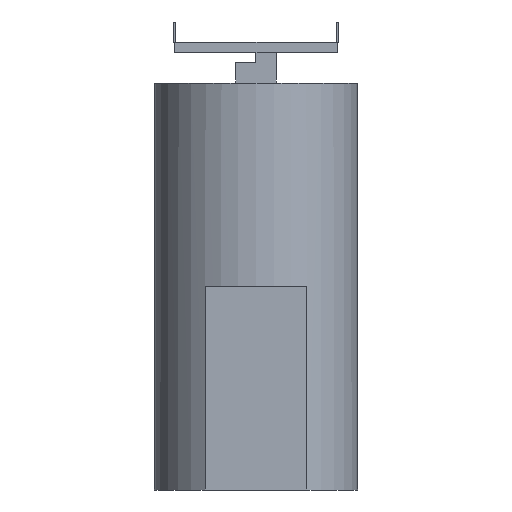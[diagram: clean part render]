
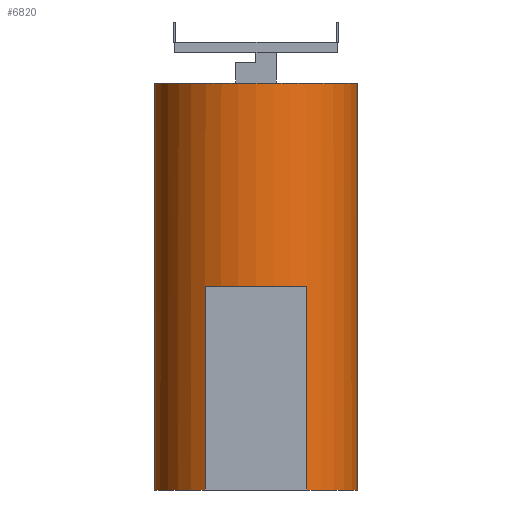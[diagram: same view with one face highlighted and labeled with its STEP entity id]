
A CAD part, left-side view. The second image highlights one B-rep face of the part: STEP entity #6820.
In plain terms, the highlighted cylindrical face has radius 5 mm (diameter 10 mm), a full revolution.
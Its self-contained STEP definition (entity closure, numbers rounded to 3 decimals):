
#2271 = VERTEX_POINT('',#2272);
#2272 = CARTESIAN_POINT('',(14.899,-1.,20.));
#2286 = PLANE('',#2287);
#2287 = AXIS2_PLACEMENT_3D('',#2288,#2289,#2290);
#2288 = CARTESIAN_POINT('',(10.,-1.,20.));
#2289 = DIRECTION('',(0.,0.,1.));
#2290 = DIRECTION('',(1.,0.,0.));
#2314 = PLANE('',#2315);
#2315 = AXIS2_PLACEMENT_3D('',#2316,#2317,#2318);
#2316 = CARTESIAN_POINT('',(10.,0.,20.));
#2317 = DIRECTION('',(0.,0.,1.));
#2318 = DIRECTION('',(1.,0.,-0.));
#3377 = VERTEX_POINT('',#3378);
#3378 = CARTESIAN_POINT('',(14.899,1.,20.));
#5217 = EDGE_CURVE('',#5218,#3377,#5220,.T.);
#5218 = VERTEX_POINT('',#5219);
#5219 = CARTESIAN_POINT('',(15.,0.,20.));
#5220 = SURFACE_CURVE('',#5221,(#5226,#5233),.PCURVE_S1.);
#5221 = CIRCLE('',#5222,5.);
#5222 = AXIS2_PLACEMENT_3D('',#5223,#5224,#5225);
#5223 = CARTESIAN_POINT('',(10.,0.,20.));
#5224 = DIRECTION('',(0.,0.,1.));
#5225 = DIRECTION('',(1.,0.,0.));
#5226 = PCURVE('',#2286,#5227);
#5227 = DEFINITIONAL_REPRESENTATION('',(#5228),#5232);
#5228 = CIRCLE('',#5229,5.);
#5229 = AXIS2_PLACEMENT_2D('',#5230,#5231);
#5230 = CARTESIAN_POINT('',(0.,1.));
#5231 = DIRECTION('',(1.,0.));
#5232 = ( GEOMETRIC_REPRESENTATION_CONTEXT(2) 
PARAMETRIC_REPRESENTATION_CONTEXT() REPRESENTATION_CONTEXT('2D SPACE',''
  ) );
#5233 = PCURVE('',#5234,#5239);
#5234 = CYLINDRICAL_SURFACE('',#5235,5.);
#5235 = AXIS2_PLACEMENT_3D('',#5236,#5237,#5238);
#5236 = CARTESIAN_POINT('',(10.,0.,0.));
#5237 = DIRECTION('',(-0.,-0.,-1.));
#5238 = DIRECTION('',(1.,0.,0.));
#5239 = DEFINITIONAL_REPRESENTATION('',(#5240),#5244);
#5240 = LINE('',#5241,#5242);
#5241 = CARTESIAN_POINT('',(-0.,-20.));
#5242 = VECTOR('',#5243,1.);
#5243 = DIRECTION('',(-1.,0.));
#5244 = ( GEOMETRIC_REPRESENTATION_CONTEXT(2) 
PARAMETRIC_REPRESENTATION_CONTEXT() REPRESENTATION_CONTEXT('2D SPACE',''
  ) );
#5246 = EDGE_CURVE('',#2271,#5218,#5247,.T.);
#5247 = SURFACE_CURVE('',#5248,(#5253,#5260),.PCURVE_S1.);
#5248 = CIRCLE('',#5249,5.);
#5249 = AXIS2_PLACEMENT_3D('',#5250,#5251,#5252);
#5250 = CARTESIAN_POINT('',(10.,0.,20.));
#5251 = DIRECTION('',(0.,0.,1.));
#5252 = DIRECTION('',(1.,0.,0.));
#5253 = PCURVE('',#2286,#5254);
#5254 = DEFINITIONAL_REPRESENTATION('',(#5255),#5259);
#5255 = CIRCLE('',#5256,5.);
#5256 = AXIS2_PLACEMENT_2D('',#5257,#5258);
#5257 = CARTESIAN_POINT('',(0.,1.));
#5258 = DIRECTION('',(1.,0.));
#5259 = ( GEOMETRIC_REPRESENTATION_CONTEXT(2) 
PARAMETRIC_REPRESENTATION_CONTEXT() REPRESENTATION_CONTEXT('2D SPACE',''
  ) );
#5260 = PCURVE('',#5234,#5261);
#5261 = DEFINITIONAL_REPRESENTATION('',(#5262),#5266);
#5262 = LINE('',#5263,#5264);
#5263 = CARTESIAN_POINT('',(-0.,-20.));
#5264 = VECTOR('',#5265,1.);
#5265 = DIRECTION('',(-1.,0.));
#5266 = ( GEOMETRIC_REPRESENTATION_CONTEXT(2) 
PARAMETRIC_REPRESENTATION_CONTEXT() REPRESENTATION_CONTEXT('2D SPACE',''
  ) );
#5295 = EDGE_CURVE('',#3377,#2271,#5296,.T.);
#5296 = SURFACE_CURVE('',#5297,(#5302,#5309),.PCURVE_S1.);
#5297 = CIRCLE('',#5298,5.);
#5298 = AXIS2_PLACEMENT_3D('',#5299,#5300,#5301);
#5299 = CARTESIAN_POINT('',(10.,0.,20.));
#5300 = DIRECTION('',(0.,0.,1.));
#5301 = DIRECTION('',(1.,0.,0.));
#5302 = PCURVE('',#2314,#5303);
#5303 = DEFINITIONAL_REPRESENTATION('',(#5304),#5308);
#5304 = CIRCLE('',#5305,5.);
#5305 = AXIS2_PLACEMENT_2D('',#5306,#5307);
#5306 = CARTESIAN_POINT('',(0.,0.));
#5307 = DIRECTION('',(1.,0.));
#5308 = ( GEOMETRIC_REPRESENTATION_CONTEXT(2) 
PARAMETRIC_REPRESENTATION_CONTEXT() REPRESENTATION_CONTEXT('2D SPACE',''
  ) );
#5309 = PCURVE('',#5234,#5310);
#5310 = DEFINITIONAL_REPRESENTATION('',(#5311),#5315);
#5311 = LINE('',#5312,#5313);
#5312 = CARTESIAN_POINT('',(-0.,-20.));
#5313 = VECTOR('',#5314,1.);
#5314 = DIRECTION('',(-1.,0.));
#5315 = ( GEOMETRIC_REPRESENTATION_CONTEXT(2) 
PARAMETRIC_REPRESENTATION_CONTEXT() REPRESENTATION_CONTEXT('2D SPACE',''
  ) );
#6820 = ADVANCED_FACE('',(#6821),#5234,.T.);
#6821 = FACE_BOUND('',#6822,.F.);
#6822 = EDGE_LOOP('',(#6823,#6846,#6875,#6897,#6898,#6899,#6900));
#6823 = ORIENTED_EDGE('',*,*,#6824,.F.);
#6824 = EDGE_CURVE('',#6825,#5218,#6827,.T.);
#6825 = VERTEX_POINT('',#6826);
#6826 = CARTESIAN_POINT('',(15.,0.,0.));
#6827 = SEAM_CURVE('',#6828,(#6832,#6839),.PCURVE_S1.);
#6828 = LINE('',#6829,#6830);
#6829 = CARTESIAN_POINT('',(15.,0.,0.));
#6830 = VECTOR('',#6831,1.);
#6831 = DIRECTION('',(0.,0.,1.));
#6832 = PCURVE('',#5234,#6833);
#6833 = DEFINITIONAL_REPRESENTATION('',(#6834),#6838);
#6834 = LINE('',#6835,#6836);
#6835 = CARTESIAN_POINT('',(-6.283,0.));
#6836 = VECTOR('',#6837,1.);
#6837 = DIRECTION('',(-0.,-1.));
#6838 = ( GEOMETRIC_REPRESENTATION_CONTEXT(2) 
PARAMETRIC_REPRESENTATION_CONTEXT() REPRESENTATION_CONTEXT('2D SPACE',''
  ) );
#6839 = PCURVE('',#5234,#6840);
#6840 = DEFINITIONAL_REPRESENTATION('',(#6841),#6845);
#6841 = LINE('',#6842,#6843);
#6842 = CARTESIAN_POINT('',(-0.,0.));
#6843 = VECTOR('',#6844,1.);
#6844 = DIRECTION('',(-0.,-1.));
#6845 = ( GEOMETRIC_REPRESENTATION_CONTEXT(2) 
PARAMETRIC_REPRESENTATION_CONTEXT() REPRESENTATION_CONTEXT('2D SPACE',''
  ) );
#6846 = ORIENTED_EDGE('',*,*,#6847,.F.);
#6847 = EDGE_CURVE('',#6848,#6825,#6850,.T.);
#6848 = VERTEX_POINT('',#6849);
#6849 = CARTESIAN_POINT('',(5.,0.,0.));
#6850 = SURFACE_CURVE('',#6851,(#6856,#6863),.PCURVE_S1.);
#6851 = CIRCLE('',#6852,5.);
#6852 = AXIS2_PLACEMENT_3D('',#6853,#6854,#6855);
#6853 = CARTESIAN_POINT('',(10.,0.,0.));
#6854 = DIRECTION('',(0.,0.,1.));
#6855 = DIRECTION('',(1.,0.,0.));
#6856 = PCURVE('',#5234,#6857);
#6857 = DEFINITIONAL_REPRESENTATION('',(#6858),#6862);
#6858 = LINE('',#6859,#6860);
#6859 = CARTESIAN_POINT('',(-0.,0.));
#6860 = VECTOR('',#6861,1.);
#6861 = DIRECTION('',(-1.,0.));
#6862 = ( GEOMETRIC_REPRESENTATION_CONTEXT(2) 
PARAMETRIC_REPRESENTATION_CONTEXT() REPRESENTATION_CONTEXT('2D SPACE',''
  ) );
#6863 = PCURVE('',#6864,#6869);
#6864 = PLANE('',#6865);
#6865 = AXIS2_PLACEMENT_3D('',#6866,#6867,#6868);
#6866 = CARTESIAN_POINT('',(10.,0.,0.));
#6867 = DIRECTION('',(0.,0.,1.));
#6868 = DIRECTION('',(1.,0.,-0.));
#6869 = DEFINITIONAL_REPRESENTATION('',(#6870),#6874);
#6870 = CIRCLE('',#6871,5.);
#6871 = AXIS2_PLACEMENT_2D('',#6872,#6873);
#6872 = CARTESIAN_POINT('',(0.,0.));
#6873 = DIRECTION('',(1.,0.));
#6874 = ( GEOMETRIC_REPRESENTATION_CONTEXT(2) 
PARAMETRIC_REPRESENTATION_CONTEXT() REPRESENTATION_CONTEXT('2D SPACE',''
  ) );
#6875 = ORIENTED_EDGE('',*,*,#6876,.F.);
#6876 = EDGE_CURVE('',#6825,#6848,#6877,.T.);
#6877 = SURFACE_CURVE('',#6878,(#6883,#6890),.PCURVE_S1.);
#6878 = CIRCLE('',#6879,5.);
#6879 = AXIS2_PLACEMENT_3D('',#6880,#6881,#6882);
#6880 = CARTESIAN_POINT('',(10.,0.,0.));
#6881 = DIRECTION('',(0.,0.,1.));
#6882 = DIRECTION('',(1.,0.,0.));
#6883 = PCURVE('',#5234,#6884);
#6884 = DEFINITIONAL_REPRESENTATION('',(#6885),#6889);
#6885 = LINE('',#6886,#6887);
#6886 = CARTESIAN_POINT('',(-0.,0.));
#6887 = VECTOR('',#6888,1.);
#6888 = DIRECTION('',(-1.,0.));
#6889 = ( GEOMETRIC_REPRESENTATION_CONTEXT(2) 
PARAMETRIC_REPRESENTATION_CONTEXT() REPRESENTATION_CONTEXT('2D SPACE',''
  ) );
#6890 = PCURVE('',#6864,#6891);
#6891 = DEFINITIONAL_REPRESENTATION('',(#6892),#6896);
#6892 = CIRCLE('',#6893,5.);
#6893 = AXIS2_PLACEMENT_2D('',#6894,#6895);
#6894 = CARTESIAN_POINT('',(0.,0.));
#6895 = DIRECTION('',(1.,0.));
#6896 = ( GEOMETRIC_REPRESENTATION_CONTEXT(2) 
PARAMETRIC_REPRESENTATION_CONTEXT() REPRESENTATION_CONTEXT('2D SPACE',''
  ) );
#6897 = ORIENTED_EDGE('',*,*,#6824,.T.);
#6898 = ORIENTED_EDGE('',*,*,#5217,.T.);
#6899 = ORIENTED_EDGE('',*,*,#5295,.T.);
#6900 = ORIENTED_EDGE('',*,*,#5246,.T.);
